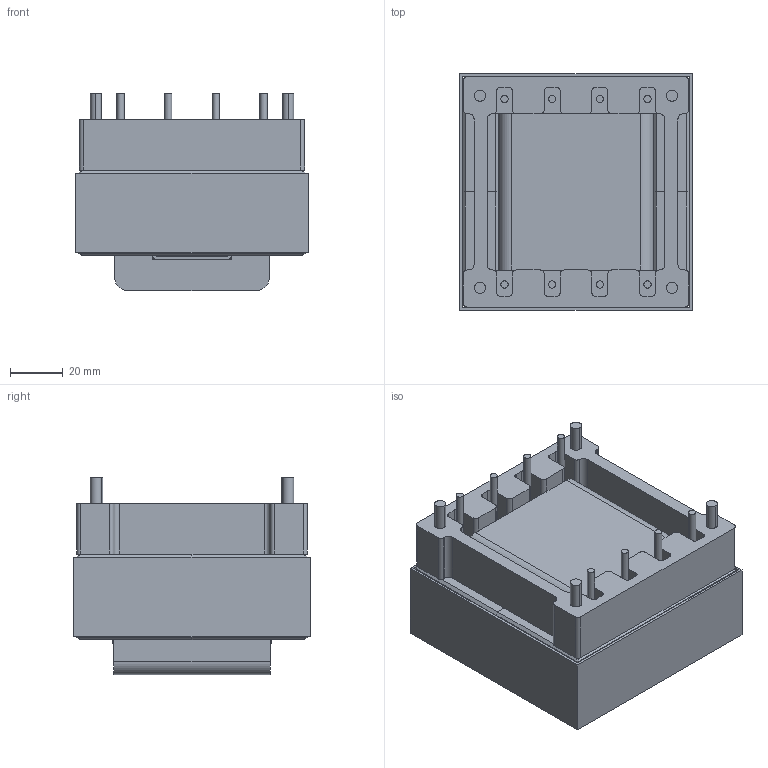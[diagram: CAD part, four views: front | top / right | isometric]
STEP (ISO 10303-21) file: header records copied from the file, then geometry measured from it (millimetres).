
FILE_DESCRIPTION (( 'STEP AP214' ), '1' );
FILE_NAME ('EE85AA HOR.STEP', '2024-08-07T08:38:23', ( '' ), ( '' ), 'SwSTEP 2.0', 'SolidWorks 2021', '' );
FILE_SCHEMA (( 'AUTOMOTIVE_DESIGN' ));
Length unit declared in the file: millimetre
Products named in the file (6): EE85AA HOR; Ôåððèò äëÿ Å85À; EE85A, Hor, ñêîáà; Îáìîòêà â Å85À; ÅÅ85À, ãîðèçîíòàëüíàÿ âåðñèÿ, ñåðäå÷íèê; 鎔碭儰 齬85擬 Hor
Assembly tree (7 placements, depth 2):
  EE85AA HOR
    Ôåððèò äëÿ Å85À  x2
    Îáìîòêà â Å85À
    ÅÅ85À, ãîðèçîíòàëüíàÿ âåðñèÿ, ñåðäå÷íèê
    EE85A, Hor, ñêîáà
    鎔碭儰 齬85擬 Hor  x2
Bounding box: 87.85 x 89.4 x 74.5 mm (x, y, z)
Volume: 384927.8 mm3; surface area: 120254.1 mm2
Topology: 17 solids, 17 shells, 276 faces, 680 edges, 436 vertices
Faces by surface type: plane 180, cylinder 88, cone 8
Entity records: 7237 total; most frequent: DIRECTION 1200, CARTESIAN_POINT 1168, ORIENTED_EDGE 1136, EDGE_CURVE 568, AXIS2_PLACEMENT_3D 400, VECTOR 400, LINE 400, VERTEX_POINT 368
